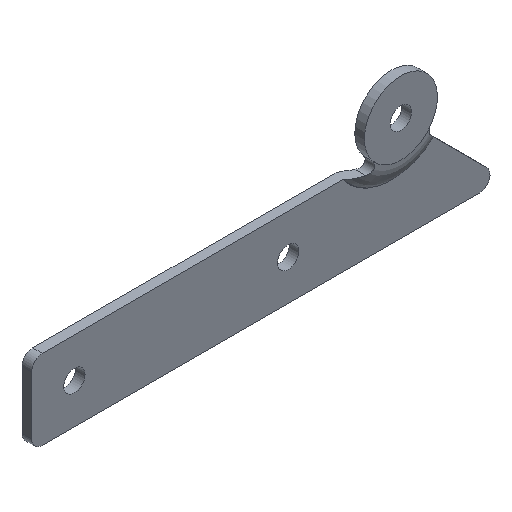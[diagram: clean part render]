
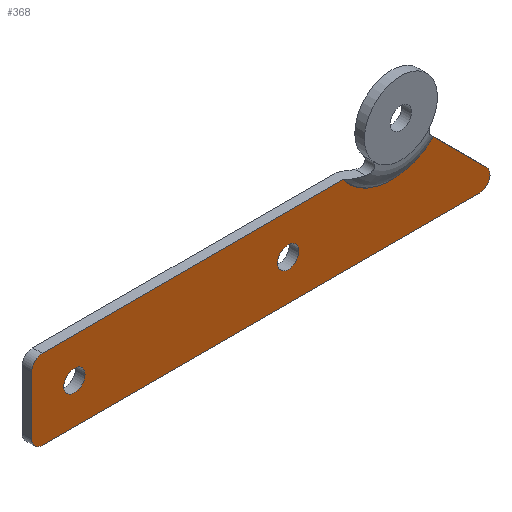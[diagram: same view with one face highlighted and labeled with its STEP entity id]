
A CAD part, isometric view. The second image highlights one B-rep face of the part: STEP entity #368.
In plain terms, the highlighted planar face has unit normal (0, -1, 0).
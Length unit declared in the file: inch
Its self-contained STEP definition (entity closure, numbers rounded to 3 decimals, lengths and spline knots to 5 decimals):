
#36=PLANE('',#416);
#42=LINE('',#673,#60);
#44=LINE('',#677,#62);
#48=LINE('',#686,#66);
#52=LINE('',#698,#70);
#60=VECTOR('',#486,2.81296);
#62=VECTOR('',#490,0.71909);
#66=VECTOR('',#496,4.08858);
#70=VECTOR('',#508,0.545);
#80=FACE_BOUND('',#129,.T.);
#81=FACE_BOUND('',#130,.T.);
#100=FACE_OUTER_BOUND('',#128,.T.);
#128=EDGE_LOOP('',(#323,#324,#325,#326,#327,#328,#329,#330));
#129=EDGE_LOOP('',(#331));
#130=EDGE_LOOP('',(#332));
#137=CIRCLE('',#380,0.1);
#139=CIRCLE('',#383,0.1);
#149=CIRCLE('',#399,0.55269);
#151=CIRCLE('',#406,0.1);
#153=CIRCLE('',#410,0.1);
#156=CIRCLE('',#415,0.1);
#163=VERTEX_POINT('',#547);
#165=VERTEX_POINT('',#552);
#174=VERTEX_POINT('',#618);
#176=VERTEX_POINT('',#622);
#180=VERTEX_POINT('',#671);
#181=VERTEX_POINT('',#676);
#183=VERTEX_POINT('',#682);
#185=VERTEX_POINT('',#685);
#187=VERTEX_POINT('',#691);
#189=VERTEX_POINT('',#697);
#197=EDGE_CURVE('',#163,#163,#137,.T.);
#199=EDGE_CURVE('',#165,#165,#139,.T.);
#214=EDGE_CURVE('',#176,#174,#149,.T.);
#222=EDGE_CURVE('',#180,#176,#42,.T.);
#224=EDGE_CURVE('',#174,#181,#44,.T.);
#228=EDGE_CURVE('',#183,#185,#48,.T.);
#231=EDGE_CURVE('',#185,#187,#151,.T.);
#234=EDGE_CURVE('',#187,#189,#52,.T.);
#237=EDGE_CURVE('',#189,#180,#153,.T.);
#240=EDGE_CURVE('',#181,#183,#156,.T.);
#323=ORIENTED_EDGE('',*,*,#224,.F.);
#324=ORIENTED_EDGE('',*,*,#214,.F.);
#325=ORIENTED_EDGE('',*,*,#222,.F.);
#326=ORIENTED_EDGE('',*,*,#237,.F.);
#327=ORIENTED_EDGE('',*,*,#234,.F.);
#328=ORIENTED_EDGE('',*,*,#231,.F.);
#329=ORIENTED_EDGE('',*,*,#228,.F.);
#330=ORIENTED_EDGE('',*,*,#240,.F.);
#331=ORIENTED_EDGE('',*,*,#199,.T.);
#332=ORIENTED_EDGE('',*,*,#197,.T.);
#368=ADVANCED_FACE('',(#100,#80,#81),#36,.F.);
#380=AXIS2_PLACEMENT_3D('',#548,#437,#438);
#383=AXIS2_PLACEMENT_3D('',#553,#443,#444);
#399=AXIS2_PLACEMENT_3D('',#624,#475,#476);
#406=AXIS2_PLACEMENT_3D('',#692,#501,#502);
#410=AXIS2_PLACEMENT_3D('',#703,#513,#514);
#415=AXIS2_PLACEMENT_3D('',#708,#523,#524);
#416=AXIS2_PLACEMENT_3D('',#709,#525,#526);
#437=DIRECTION('center_axis',(0.,1.,0.));
#438=DIRECTION('ref_axis',(0.,0.,1.));
#443=DIRECTION('center_axis',(0.,1.,0.));
#444=DIRECTION('ref_axis',(0.,0.,1.));
#475=DIRECTION('center_axis',(0.,-1.,0.));
#476=DIRECTION('ref_axis',(0.,0.,1.));
#486=DIRECTION('',(1.,0.,0.));
#490=DIRECTION('',(0.707,0.,-0.707));
#496=DIRECTION('',(-1.,0.,0.));
#501=DIRECTION('center_axis',(0.,1.,0.));
#502=DIRECTION('ref_axis',(0.,0.,1.));
#508=DIRECTION('',(0.,0.,1.));
#513=DIRECTION('center_axis',(0.,1.,0.));
#514=DIRECTION('ref_axis',(0.,0.,1.));
#523=DIRECTION('center_axis',(0.,1.,0.));
#524=DIRECTION('ref_axis',(0.,0.,1.));
#525=DIRECTION('center_axis',(0.,1.,0.));
#526=DIRECTION('ref_axis',(0.,0.,1.));
#547=CARTESIAN_POINT('',(-1.21,0.,0.1));
#548=CARTESIAN_POINT('Origin',(-1.21,0.,0.));
#552=CARTESIAN_POINT('',(0.79,0.,0.1));
#553=CARTESIAN_POINT('Origin',(0.79,0.,0.));
#618=CARTESIAN_POINT('',(2.14083,0.,0.30419));
#622=CARTESIAN_POINT('',(1.30297,0.,0.37));
#624=CARTESIAN_POINT('Origin',(1.75002,0.,0.695));
#671=CARTESIAN_POINT('',(-1.50998,0.,0.37));
#673=CARTESIAN_POINT('',(1.75002,0.,0.37));
#676=CARTESIAN_POINT('',(2.6493,0.,-0.20429));
#677=CARTESIAN_POINT('',(1.9975,0.,0.44751));
#682=CARTESIAN_POINT('',(2.57859,0.,-0.375));
#685=CARTESIAN_POINT('',(-1.50998,0.,-0.375));
#686=CARTESIAN_POINT('',(1.75002,0.,-0.375));
#691=CARTESIAN_POINT('',(-1.60998,0.,-0.275));
#692=CARTESIAN_POINT('Origin',(-1.50998,0.,-0.275));
#697=CARTESIAN_POINT('',(-1.60998,0.,0.27));
#698=CARTESIAN_POINT('',(-1.60998,0.,0.695));
#703=CARTESIAN_POINT('Origin',(-1.50998,0.,0.27));
#708=CARTESIAN_POINT('Origin',(2.57859,0.,-0.275));
#709=CARTESIAN_POINT('Origin',(1.75002,0.,0.695));
